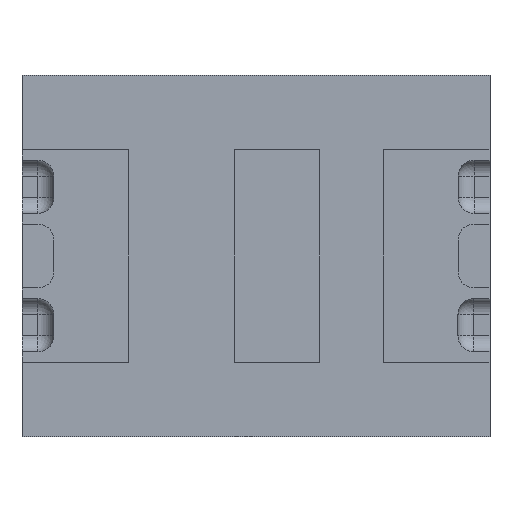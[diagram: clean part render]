
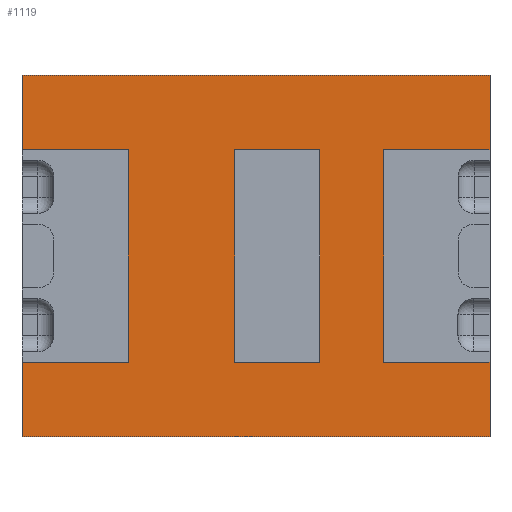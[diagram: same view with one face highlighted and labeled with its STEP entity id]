
A CAD part, front view. The second image highlights one B-rep face of the part: STEP entity #1119.
In plain terms, the highlighted planar face has unit normal (0, -1, 0).
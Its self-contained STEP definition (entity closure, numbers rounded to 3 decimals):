
#167=DIRECTION('',(0.,0.,-1.));
#168=VECTOR('',#167,1.);
#169=CARTESIAN_POINT('',(0.6,-0.25,0.5));
#170=LINE('',#169,#168);
#171=DIRECTION('',(-1.,0.,0.));
#172=VECTOR('',#171,0.5);
#173=CARTESIAN_POINT('',(1.1,-0.25,-0.5));
#174=LINE('',#173,#172);
#175=DIRECTION('',(0.,0.,-1.));
#176=VECTOR('',#175,0.35);
#177=CARTESIAN_POINT('',(1.1,-0.25,-0.5));
#178=LINE('',#177,#176);
#179=DIRECTION('',(-1.,0.,0.));
#180=VECTOR('',#179,2.2);
#181=CARTESIAN_POINT('',(1.1,-0.25,-0.85));
#182=LINE('',#181,#180);
#183=DIRECTION('',(0.,0.,1.));
#184=VECTOR('',#183,0.35);
#185=CARTESIAN_POINT('',(-1.1,-0.25,-0.85));
#186=LINE('',#185,#184);
#187=DIRECTION('',(1.,0.,0.));
#188=VECTOR('',#187,0.5);
#189=CARTESIAN_POINT('',(-1.1,-0.25,-0.5));
#190=LINE('',#189,#188);
#191=DIRECTION('',(0.,0.,1.));
#192=VECTOR('',#191,1.);
#193=CARTESIAN_POINT('',(-0.6,-0.25,-0.5));
#194=LINE('',#193,#192);
#195=DIRECTION('',(1.,0.,0.));
#196=VECTOR('',#195,0.5);
#197=CARTESIAN_POINT('',(-1.1,-0.25,0.5));
#198=LINE('',#197,#196);
#199=DIRECTION('',(0.,0.,1.));
#200=VECTOR('',#199,0.35);
#201=CARTESIAN_POINT('',(-1.1,-0.25,0.5));
#202=LINE('',#201,#200);
#203=DIRECTION('',(1.,0.,0.));
#204=VECTOR('',#203,2.2);
#205=CARTESIAN_POINT('',(-1.1,-0.25,0.85));
#206=LINE('',#205,#204);
#207=DIRECTION('',(0.,0.,-1.));
#208=VECTOR('',#207,0.35);
#209=CARTESIAN_POINT('',(1.1,-0.25,0.85));
#210=LINE('',#209,#208);
#211=DIRECTION('',(-1.,0.,0.));
#212=VECTOR('',#211,0.5);
#213=CARTESIAN_POINT('',(1.1,-0.25,0.5));
#214=LINE('',#213,#212);
#267=DIRECTION('',(0.,0.,-1.));
#268=VECTOR('',#267,1.);
#269=CARTESIAN_POINT('',(-0.1,-0.25,0.5));
#270=LINE('',#269,#268);
#271=DIRECTION('',(1.,0.,0.));
#272=VECTOR('',#271,0.4);
#273=CARTESIAN_POINT('',(-0.1,-0.25,-0.5));
#274=LINE('',#273,#272);
#275=DIRECTION('',(0.,0.,1.));
#276=VECTOR('',#275,1.);
#277=CARTESIAN_POINT('',(0.3,-0.25,-0.5));
#278=LINE('',#277,#276);
#279=DIRECTION('',(-1.,0.,0.));
#280=VECTOR('',#279,0.4);
#281=CARTESIAN_POINT('',(0.3,-0.25,0.5));
#282=LINE('',#281,#280);
#681=CARTESIAN_POINT('',(-1.1,-0.25,0.85));
#682=CARTESIAN_POINT('',(1.1,-0.25,0.85));
#683=VERTEX_POINT('',#681);
#684=VERTEX_POINT('',#682);
#685=CARTESIAN_POINT('',(1.1,-0.25,-0.85));
#686=CARTESIAN_POINT('',(-1.1,-0.25,-0.85));
#687=VERTEX_POINT('',#685);
#688=VERTEX_POINT('',#686);
#725=CARTESIAN_POINT('',(-1.1,-0.25,-0.5));
#727=VERTEX_POINT('',#725);
#729=CARTESIAN_POINT('',(-1.1,-0.25,0.5));
#731=VERTEX_POINT('',#729);
#749=CARTESIAN_POINT('',(1.1,-0.25,-0.5));
#751=VERTEX_POINT('',#749);
#761=CARTESIAN_POINT('',(1.1,-0.25,0.5));
#763=VERTEX_POINT('',#761);
#781=CARTESIAN_POINT('',(0.6,-0.25,0.5));
#782=CARTESIAN_POINT('',(0.6,-0.25,-0.5));
#783=VERTEX_POINT('',#781);
#784=VERTEX_POINT('',#782);
#801=CARTESIAN_POINT('',(-0.6,-0.25,-0.5));
#802=VERTEX_POINT('',#801);
#803=CARTESIAN_POINT('',(-0.6,-0.25,0.5));
#804=VERTEX_POINT('',#803);
#805=CARTESIAN_POINT('',(-0.1,-0.25,0.5));
#806=CARTESIAN_POINT('',(-0.1,-0.25,-0.5));
#807=VERTEX_POINT('',#805);
#808=VERTEX_POINT('',#806);
#809=CARTESIAN_POINT('',(0.3,-0.25,-0.5));
#810=VERTEX_POINT('',#809);
#811=CARTESIAN_POINT('',(0.3,-0.25,0.5));
#812=VERTEX_POINT('',#811);
#1080=CARTESIAN_POINT('',(0.,-0.25,0.));
#1081=DIRECTION('',(0.,1.,0.));
#1082=DIRECTION('',(1.,0.,0.));
#1083=AXIS2_PLACEMENT_3D('',#1080,#1081,#1082);
#1084=PLANE('',#1083);
#1086=ORIENTED_EDGE('',*,*,#1085,.T.);
#1088=ORIENTED_EDGE('',*,*,#1087,.F.);
#1090=ORIENTED_EDGE('',*,*,#1089,.T.);
#1092=ORIENTED_EDGE('',*,*,#1091,.T.);
#1093=ORIENTED_EDGE('',*,*,#930,.T.);
#1095=ORIENTED_EDGE('',*,*,#1094,.T.);
#1097=ORIENTED_EDGE('',*,*,#1096,.T.);
#1099=ORIENTED_EDGE('',*,*,#1098,.F.);
#1100=ORIENTED_EDGE('',*,*,#937,.T.);
#1102=ORIENTED_EDGE('',*,*,#1101,.T.);
#1104=ORIENTED_EDGE('',*,*,#1103,.T.);
#1106=ORIENTED_EDGE('',*,*,#1105,.T.);
#1107=EDGE_LOOP('',(#1086,#1088,#1090,#1092,#1093,#1095,#1097,#1099,#1100,#1102,
#1104,#1106));
#1108=FACE_OUTER_BOUND('',#1107,.F.);
#1110=ORIENTED_EDGE('',*,*,#1109,.T.);
#1112=ORIENTED_EDGE('',*,*,#1111,.T.);
#1114=ORIENTED_EDGE('',*,*,#1113,.T.);
#1116=ORIENTED_EDGE('',*,*,#1115,.T.);
#1117=EDGE_LOOP('',(#1110,#1112,#1114,#1116));
#1118=FACE_BOUND('',#1117,.F.);
#930=EDGE_CURVE('',#688,#727,#186,.T.);
#937=EDGE_CURVE('',#731,#683,#202,.T.);
#1085=EDGE_CURVE('',#783,#784,#170,.T.);
#1087=EDGE_CURVE('',#751,#784,#174,.T.);
#1089=EDGE_CURVE('',#751,#687,#178,.T.);
#1091=EDGE_CURVE('',#687,#688,#182,.T.);
#1094=EDGE_CURVE('',#727,#802,#190,.T.);
#1096=EDGE_CURVE('',#802,#804,#194,.T.);
#1098=EDGE_CURVE('',#731,#804,#198,.T.);
#1101=EDGE_CURVE('',#683,#684,#206,.T.);
#1103=EDGE_CURVE('',#684,#763,#210,.T.);
#1105=EDGE_CURVE('',#763,#783,#214,.T.);
#1109=EDGE_CURVE('',#807,#808,#270,.T.);
#1111=EDGE_CURVE('',#808,#810,#274,.T.);
#1113=EDGE_CURVE('',#810,#812,#278,.T.);
#1115=EDGE_CURVE('',#812,#807,#282,.T.);
#1119=ADVANCED_FACE('',(#1108,#1118),#1084,.F.);
